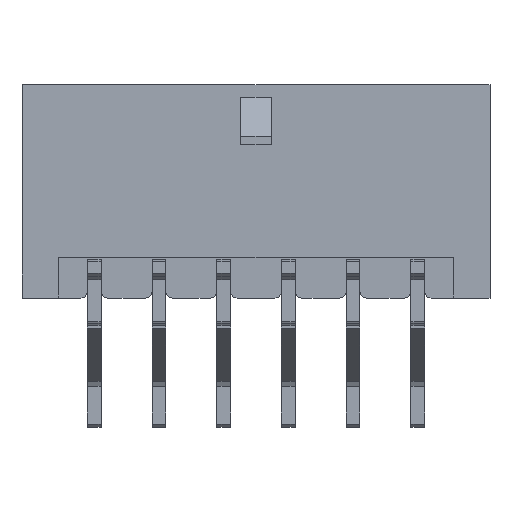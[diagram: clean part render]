
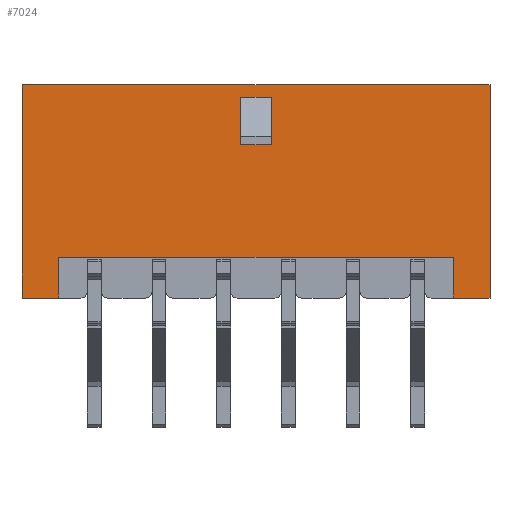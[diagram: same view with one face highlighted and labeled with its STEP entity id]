
A CAD part, front view. The second image highlights one B-rep face of the part: STEP entity #7024.
In plain terms, the highlighted planar face has unit normal (0, -1, 0).
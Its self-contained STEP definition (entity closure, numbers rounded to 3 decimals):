
#458=ORIENTED_EDGE('',*,*,#2498,.F.);
#459=ORIENTED_EDGE('',*,*,#2499,.F.);
#460=ORIENTED_EDGE('',*,*,#2500,.T.);
#461=ORIENTED_EDGE('',*,*,#2501,.T.);
#462=ORIENTED_EDGE('',*,*,#2502,.T.);
#463=ORIENTED_EDGE('',*,*,#2503,.T.);
#464=ORIENTED_EDGE('',*,*,#2311,.F.);
#465=ORIENTED_EDGE('',*,*,#2504,.T.);
#466=ORIENTED_EDGE('',*,*,#2505,.T.);
#467=ORIENTED_EDGE('',*,*,#2506,.F.);
#468=ORIENTED_EDGE('',*,*,#2507,.F.);
#469=ORIENTED_EDGE('',*,*,#2508,.T.);
#2311=EDGE_CURVE('',#3348,#3349,#4036,.T.);
#2498=EDGE_CURVE('',#3501,#3502,#4201,.T.);
#2499=EDGE_CURVE('',#3503,#3501,#4202,.T.);
#2500=EDGE_CURVE('',#3503,#3504,#4203,.T.);
#2501=EDGE_CURVE('',#3504,#3502,#4204,.T.);
#2502=EDGE_CURVE('',#3505,#3506,#4205,.T.);
#2503=EDGE_CURVE('',#3506,#3349,#4206,.T.);
#2504=EDGE_CURVE('',#3348,#3507,#4207,.T.);
#2505=EDGE_CURVE('',#3507,#3508,#4208,.T.);
#2506=EDGE_CURVE('',#3509,#3508,#4209,.T.);
#2507=EDGE_CURVE('',#3510,#3509,#4210,.T.);
#2508=EDGE_CURVE('',#3510,#3505,#4211,.T.);
#3348=VERTEX_POINT('',#9758);
#3349=VERTEX_POINT('',#9760);
#3501=VERTEX_POINT('',#10135);
#3502=VERTEX_POINT('',#10136);
#3503=VERTEX_POINT('',#10138);
#3504=VERTEX_POINT('',#10140);
#3505=VERTEX_POINT('',#10143);
#3506=VERTEX_POINT('',#10144);
#3507=VERTEX_POINT('',#10147);
#3508=VERTEX_POINT('',#10149);
#3509=VERTEX_POINT('',#10151);
#3510=VERTEX_POINT('',#10153);
#4036=LINE('',#9759,#4997);
#4201=LINE('',#10134,#5162);
#4202=LINE('',#10137,#5163);
#4203=LINE('',#10139,#5164);
#4204=LINE('',#10141,#5165);
#4205=LINE('',#10142,#5166);
#4206=LINE('',#10145,#5167);
#4207=LINE('',#10146,#5168);
#4208=LINE('',#10148,#5169);
#4209=LINE('',#10150,#5170);
#4210=LINE('',#10152,#5171);
#4211=LINE('',#10154,#5172);
#4997=VECTOR('',#7880,1000.);
#5162=VECTOR('',#8161,1000.);
#5163=VECTOR('',#8162,1000.);
#5164=VECTOR('',#8163,1000.);
#5165=VECTOR('',#8164,1000.);
#5166=VECTOR('',#8165,1000.);
#5167=VECTOR('',#8166,1000.);
#5168=VECTOR('',#8167,1000.);
#5169=VECTOR('',#8168,1000.);
#5170=VECTOR('',#8169,1000.);
#5171=VECTOR('',#8170,1000.);
#5172=VECTOR('',#8171,1000.);
#5955=EDGE_LOOP('',(#458,#459,#460,#461));
#5956=EDGE_LOOP('',(#462,#463,#464,#465,#466,#467,#468,#469));
#6332=FACE_BOUND('',#5955,.T.);
#6333=FACE_BOUND('',#5956,.T.);
#6709=PLANE('',#7434);
#7024=ADVANCED_FACE('',(#6332,#6333),#6709,.T.);
#7434=AXIS2_PLACEMENT_3D('',#10133,#8159,#8160);
#7880=DIRECTION('',(-1.,0.,0.));
#8159=DIRECTION('',(0.,-1.,0.));
#8160=DIRECTION('',(0.,0.,-1.));
#8161=DIRECTION('',(-1.,0.,0.));
#8162=DIRECTION('',(0.,0.,1.));
#8163=DIRECTION('',(-1.,0.,0.));
#8164=DIRECTION('',(0.,0.,1.));
#8165=DIRECTION('',(1.,0.,0.));
#8166=DIRECTION('',(0.,0.,-1.));
#8167=DIRECTION('',(0.,0.,1.));
#8168=DIRECTION('',(-1.,0.,0.));
#8169=DIRECTION('',(0.,0.,1.));
#8170=DIRECTION('',(-1.,0.,0.));
#8171=DIRECTION('',(0.,0.,1.));
#9758=CARTESIAN_POINT('',(10.85,-3.43,-4.95));
#9759=CARTESIAN_POINT('',(10.85,-3.43,-4.95));
#9760=CARTESIAN_POINT('',(9.15,-3.43,-4.95));
#10133=CARTESIAN_POINT('',(10.85,-3.43,-4.95));
#10134=CARTESIAN_POINT('',(0.7,-3.43,4.35));
#10135=CARTESIAN_POINT('',(0.7,-3.43,4.35));
#10136=CARTESIAN_POINT('',(-0.7,-3.43,4.35));
#10137=CARTESIAN_POINT('',(0.7,-3.43,2.15));
#10138=CARTESIAN_POINT('',(0.7,-3.43,2.15));
#10139=CARTESIAN_POINT('',(0.7,-3.43,2.15));
#10140=CARTESIAN_POINT('',(-0.7,-3.43,2.15));
#10141=CARTESIAN_POINT('',(-0.7,-3.43,2.15));
#10142=CARTESIAN_POINT('',(-9.15,-3.43,-3.05));
#10143=CARTESIAN_POINT('',(-9.15,-3.43,-3.05));
#10144=CARTESIAN_POINT('',(9.15,-3.43,-3.05));
#10145=CARTESIAN_POINT('',(9.15,-3.43,-3.05));
#10146=CARTESIAN_POINT('',(10.85,-3.43,-4.95));
#10147=CARTESIAN_POINT('',(10.85,-3.43,4.95));
#10148=CARTESIAN_POINT('',(10.85,-3.43,4.95));
#10149=CARTESIAN_POINT('',(-10.85,-3.43,4.95));
#10150=CARTESIAN_POINT('',(-10.85,-3.43,-4.95));
#10151=CARTESIAN_POINT('',(-10.85,-3.43,-4.95));
#10152=CARTESIAN_POINT('',(10.85,-3.43,-4.95));
#10153=CARTESIAN_POINT('',(-9.15,-3.43,-4.95));
#10154=CARTESIAN_POINT('',(-9.15,-3.43,-4.95));
